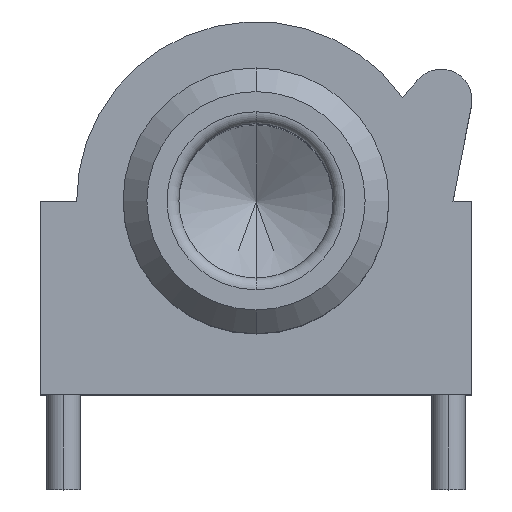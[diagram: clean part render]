
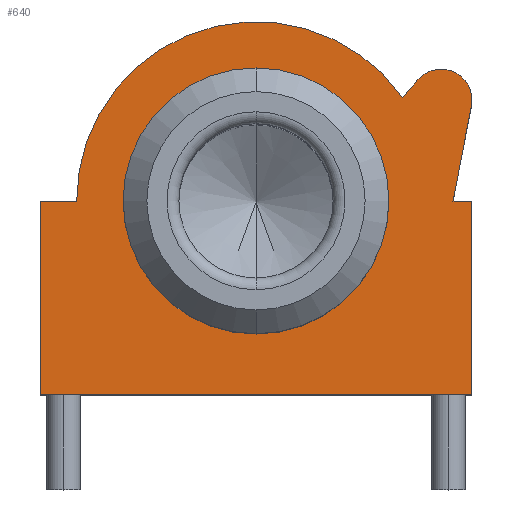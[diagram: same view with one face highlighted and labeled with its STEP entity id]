
A CAD part, top view. The second image highlights one B-rep face of the part: STEP entity #640.
In plain terms, the highlighted planar face has unit normal (0, 0, 1).
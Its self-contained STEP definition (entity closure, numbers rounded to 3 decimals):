
#1=DIRECTION('',(0.,1.,0.));
#2=VECTOR('',#1,8.14);
#3=CARTESIAN_POINT('',(9.1,0.,0.));
#4=LINE('',#3,#2);
#5=DIRECTION('',(1.,0.,0.));
#6=VECTOR('',#5,18.2);
#7=CARTESIAN_POINT('',(-9.1,0.,0.));
#8=LINE('',#7,#6);
#9=DIRECTION('',(0.,-1.,0.));
#10=VECTOR('',#9,8.14);
#11=CARTESIAN_POINT('',(-9.1,8.14,0.));
#12=LINE('',#11,#10);
#13=DIRECTION('',(-1.,0.,0.));
#14=VECTOR('',#13,1.54);
#15=CARTESIAN_POINT('',(-7.56,8.14,0.));
#16=LINE('',#15,#14);
#17=CARTESIAN_POINT('',(0.,8.14,0.));
#18=DIRECTION('',(0.,0.,1.));
#19=DIRECTION('',(0.816,0.578,0.));
#20=AXIS2_PLACEMENT_3D('',#17,#18,#19);
#22=DIRECTION('',(-0.655,-0.755,0.));
#23=VECTOR('',#22,0.987);
#24=CARTESIAN_POINT('',(6.818,13.252,0.));
#25=LINE('',#24,#23);
#26=CARTESIAN_POINT('',(7.8,12.4,0.));
#27=DIRECTION('',(0.,0.,1.));
#28=DIRECTION('',(0.982,-0.19,0.));
#29=AXIS2_PLACEMENT_3D('',#26,#27,#28);
#31=DIRECTION('',(0.19,0.982,0.));
#32=VECTOR('',#31,4.087);
#33=CARTESIAN_POINT('',(8.3,8.14,0.));
#34=LINE('',#33,#32);
#35=DIRECTION('',(-1.,0.,0.));
#36=VECTOR('',#35,0.8);
#37=CARTESIAN_POINT('',(9.1,8.14,0.));
#38=LINE('',#37,#36);
#39=CARTESIAN_POINT('',(0.,8.14,0.));
#40=DIRECTION('',(0.,0.,-1.));
#41=DIRECTION('',(0.,1.,0.));
#42=AXIS2_PLACEMENT_3D('',#39,#40,#41);
#44=CARTESIAN_POINT('',(0.,8.14,0.));
#45=DIRECTION('',(0.,0.,-1.));
#46=DIRECTION('',(0.,-1.,0.));
#47=AXIS2_PLACEMENT_3D('',#44,#45,#46);
#467=CARTESIAN_POINT('',(9.1,0.,0.));
#468=CARTESIAN_POINT('',(9.1,8.14,0.));
#469=VERTEX_POINT('',#467);
#470=VERTEX_POINT('',#468);
#471=CARTESIAN_POINT('',(-9.1,8.14,0.));
#472=CARTESIAN_POINT('',(-9.1,0.,0.));
#473=VERTEX_POINT('',#471);
#474=VERTEX_POINT('',#472);
#537=CARTESIAN_POINT('',(0.,13.74,0.));
#538=CARTESIAN_POINT('',(0.,2.54,0.));
#539=VERTEX_POINT('',#537);
#540=VERTEX_POINT('',#538);
#557=CARTESIAN_POINT('',(8.3,8.14,0.));
#558=VERTEX_POINT('',#557);
#559=CARTESIAN_POINT('',(9.076,12.153,0.));
#560=VERTEX_POINT('',#559);
#561=CARTESIAN_POINT('',(6.818,13.252,0.));
#562=VERTEX_POINT('',#561);
#563=CARTESIAN_POINT('',(6.171,12.507,0.));
#564=VERTEX_POINT('',#563);
#565=CARTESIAN_POINT('',(-7.56,8.14,0.));
#566=VERTEX_POINT('',#565);
#609=CARTESIAN_POINT('',(0.,0.,0.));
#610=DIRECTION('',(0.,0.,1.));
#611=DIRECTION('',(1.,0.,0.));
#612=AXIS2_PLACEMENT_3D('',#609,#610,#611);
#613=PLANE('',#612);
#615=ORIENTED_EDGE('',*,*,#614,.F.);
#617=ORIENTED_EDGE('',*,*,#616,.F.);
#619=ORIENTED_EDGE('',*,*,#618,.F.);
#621=ORIENTED_EDGE('',*,*,#620,.F.);
#623=ORIENTED_EDGE('',*,*,#622,.F.);
#625=ORIENTED_EDGE('',*,*,#624,.F.);
#627=ORIENTED_EDGE('',*,*,#626,.F.);
#629=ORIENTED_EDGE('',*,*,#628,.F.);
#631=ORIENTED_EDGE('',*,*,#630,.F.);
#632=EDGE_LOOP('',(#615,#617,#619,#621,#623,#625,#627,#629,#631));
#633=FACE_OUTER_BOUND('',#632,.F.);
#635=ORIENTED_EDGE('',*,*,#634,.F.);
#637=ORIENTED_EDGE('',*,*,#636,.F.);
#638=EDGE_LOOP('',(#635,#637));
#639=FACE_BOUND('',#638,.F.);
#640=ADVANCED_FACE('',(#633,#639),#613,.T.);
#21=CIRCLE('',#20,7.56);
#30=CIRCLE('',#29,1.3);
#43=CIRCLE('',#42,5.6);
#48=CIRCLE('',#47,5.6);
#614=EDGE_CURVE('',#469,#470,#4,.T.);
#616=EDGE_CURVE('',#474,#469,#8,.T.);
#618=EDGE_CURVE('',#473,#474,#12,.T.);
#620=EDGE_CURVE('',#566,#473,#16,.T.);
#622=EDGE_CURVE('',#564,#566,#21,.T.);
#624=EDGE_CURVE('',#562,#564,#25,.T.);
#626=EDGE_CURVE('',#560,#562,#30,.T.);
#628=EDGE_CURVE('',#558,#560,#34,.T.);
#630=EDGE_CURVE('',#470,#558,#38,.T.);
#634=EDGE_CURVE('',#539,#540,#43,.T.);
#636=EDGE_CURVE('',#540,#539,#48,.T.);
